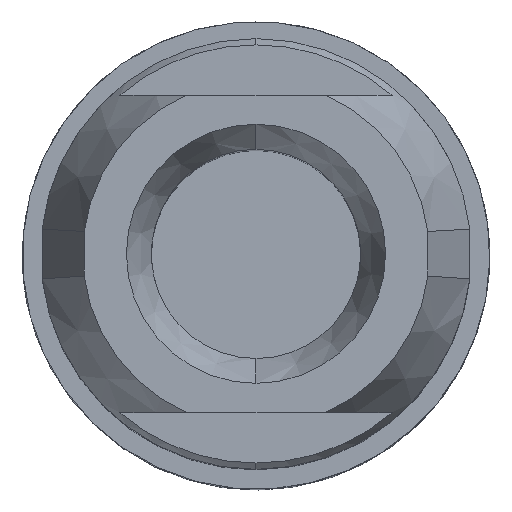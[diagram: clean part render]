
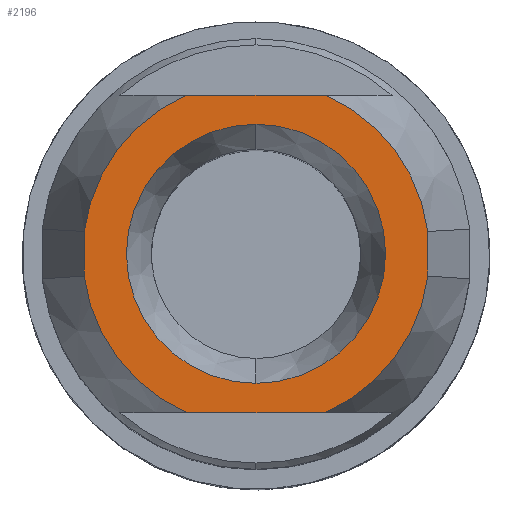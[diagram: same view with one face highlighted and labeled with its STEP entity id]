
A CAD part, top view. The second image highlights one B-rep face of the part: STEP entity #2196.
In plain terms, the highlighted planar face has unit normal (0, 0, 1).
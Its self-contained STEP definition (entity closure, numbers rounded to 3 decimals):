
#1970=AXIS2_PLACEMENT_3D('Circle Axis2P3D',#1968,#1969,$) ;
#2021=AXIS2_PLACEMENT_3D('Circle Axis2P3D',#2019,#2020,$) ;
#2082=AXIS2_PLACEMENT_3D('Circle Axis2P3D',#2080,#2081,$) ;
#2133=AXIS2_PLACEMENT_3D('Circle Axis2P3D',#2131,#2132,$) ;
#2148=AXIS2_PLACEMENT_3D('Plane Axis2P3D',#2145,#2146,#2147) ;
#2172=AXIS2_PLACEMENT_3D('Circle Axis2P3D',#2170,#2171,$) ;
#2181=AXIS2_PLACEMENT_3D('Circle Axis2P3D',#2179,#2180,$) ;
#2188=AXIS2_PLACEMENT_3D('Circle Axis2P3D',#2186,#2187,$) ;
#1924=CARTESIAN_POINT('Line Origine',(16.481,9.5,59.)) ;
#1928=CARTESIAN_POINT('Vertex',(16.481,8.594,59.)) ;
#1930=CARTESIAN_POINT('Vertex',(16.481,10.406,59.)) ;
#1968=CARTESIAN_POINT('Axis2P3D Location',(9.5,9.5,59.)) ;
#1972=CARTESIAN_POINT('Vertex',(12.32,3.05,59.)) ;
#2016=CARTESIAN_POINT('Vertex',(6.68,3.05,59.)) ;
#2019=CARTESIAN_POINT('Axis2P3D Location',(9.5,9.5,59.)) ;
#2023=CARTESIAN_POINT('Vertex',(2.519,8.594,59.)) ;
#2046=CARTESIAN_POINT('Line Origine',(2.519,9.5,59.)) ;
#2050=CARTESIAN_POINT('Vertex',(2.519,10.406,59.)) ;
#2080=CARTESIAN_POINT('Axis2P3D Location',(9.5,9.5,59.)) ;
#2084=CARTESIAN_POINT('Vertex',(6.68,15.95,59.)) ;
#2128=CARTESIAN_POINT('Vertex',(12.32,15.95,59.)) ;
#2131=CARTESIAN_POINT('Axis2P3D Location',(9.5,9.5,59.)) ;
#2145=CARTESIAN_POINT('Axis2P3D Location',(3.348,9.5,59.)) ;
#2150=CARTESIAN_POINT('Line Origine',(9.5,3.05,59.)) ;
#2155=CARTESIAN_POINT('Line Origine',(9.5,15.95,59.)) ;
#2170=CARTESIAN_POINT('Axis2P3D Location',(9.5,9.5,59.)) ;
#2174=CARTESIAN_POINT('Vertex',(4.236,9.5,59.)) ;
#2176=CARTESIAN_POINT('Vertex',(9.5,4.236,59.)) ;
#2179=CARTESIAN_POINT('Axis2P3D Location',(9.5,9.5,59.)) ;
#2183=CARTESIAN_POINT('Vertex',(9.5,14.764,59.)) ;
#2186=CARTESIAN_POINT('Axis2P3D Location',(9.5,9.5,59.)) ;
#1925=DIRECTION('Vector Direction',(0.,1.,0.)) ;
#1969=DIRECTION('Axis2P3D Direction',(0.,0.,-1.)) ;
#2020=DIRECTION('Axis2P3D Direction',(0.,0.,-1.)) ;
#2047=DIRECTION('Vector Direction',(0.,-1.,0.)) ;
#2081=DIRECTION('Axis2P3D Direction',(0.,0.,-1.)) ;
#2132=DIRECTION('Axis2P3D Direction',(0.,0.,-1.)) ;
#2146=DIRECTION('Axis2P3D Direction',(0.,0.,1.)) ;
#2147=DIRECTION('Axis2P3D XDirection',(0.,1.,0.)) ;
#2151=DIRECTION('Vector Direction',(1.,0.,0.)) ;
#2156=DIRECTION('Vector Direction',(1.,0.,0.)) ;
#2171=DIRECTION('Axis2P3D Direction',(0.,0.,1.)) ;
#2180=DIRECTION('Axis2P3D Direction',(0.,0.,1.)) ;
#2187=DIRECTION('Axis2P3D Direction',(0.,0.,1.)) ;
#1926=VECTOR('Line Direction',#1925,1.) ;
#2048=VECTOR('Line Direction',#2047,1.) ;
#2152=VECTOR('Line Direction',#2151,1.) ;
#2157=VECTOR('Line Direction',#2156,1.) ;
#2161=ORIENTED_EDGE('',*,*,#2052,.T.) ;
#2162=ORIENTED_EDGE('',*,*,#2025,.F.) ;
#2163=ORIENTED_EDGE('',*,*,#2154,.T.) ;
#2164=ORIENTED_EDGE('',*,*,#1974,.F.) ;
#2165=ORIENTED_EDGE('',*,*,#1932,.T.) ;
#2166=ORIENTED_EDGE('',*,*,#2135,.F.) ;
#2167=ORIENTED_EDGE('',*,*,#2159,.F.) ;
#2168=ORIENTED_EDGE('',*,*,#2086,.F.) ;
#2192=ORIENTED_EDGE('',*,*,#2178,.F.) ;
#2193=ORIENTED_EDGE('',*,*,#2185,.F.) ;
#2194=ORIENTED_EDGE('',*,*,#2190,.F.) ;
#2195=FACE_BOUND('',#2191,.T.) ;
#2196=ADVANCED_FACE('Volumenk\X2\00F6\X0\rper2',(#2169,#2195),#2149,.T.) ;
#1971=CIRCLE('generated circle',#1970,7.039) ;
#2022=CIRCLE('generated circle',#2021,7.039) ;
#2083=CIRCLE('generated circle',#2082,7.039) ;
#2134=CIRCLE('generated circle',#2133,7.039) ;
#2173=CIRCLE('generated circle',#2172,5.264) ;
#2182=CIRCLE('generated circle',#2181,5.264) ;
#2189=CIRCLE('generated circle',#2188,5.264) ;
#1932=EDGE_CURVE('',#1929,#1931,#1927,.T.) ;
#1974=EDGE_CURVE('',#1929,#1973,#1971,.T.) ;
#2025=EDGE_CURVE('',#2017,#2024,#2022,.T.) ;
#2052=EDGE_CURVE('',#2051,#2024,#2049,.T.) ;
#2086=EDGE_CURVE('',#2051,#2085,#2083,.T.) ;
#2135=EDGE_CURVE('',#2129,#1931,#2134,.T.) ;
#2154=EDGE_CURVE('',#2017,#1973,#2153,.T.) ;
#2159=EDGE_CURVE('',#2085,#2129,#2158,.T.) ;
#2178=EDGE_CURVE('',#2175,#2177,#2173,.T.) ;
#2185=EDGE_CURVE('',#2184,#2175,#2182,.T.) ;
#2190=EDGE_CURVE('',#2177,#2184,#2189,.T.) ;
#2160=EDGE_LOOP('',(#2161,#2162,#2163,#2164,#2165,#2166,#2167,#2168)) ;
#2191=EDGE_LOOP('',(#2192,#2193,#2194)) ;
#2169=FACE_OUTER_BOUND('',#2160,.T.) ;
#1927=LINE('Line',#1924,#1926) ;
#2049=LINE('Line',#2046,#2048) ;
#2153=LINE('Line',#2150,#2152) ;
#2158=LINE('Line',#2155,#2157) ;
#2149=PLANE('',#2148) ;
#1929=VERTEX_POINT('',#1928) ;
#1931=VERTEX_POINT('',#1930) ;
#1973=VERTEX_POINT('',#1972) ;
#2017=VERTEX_POINT('',#2016) ;
#2024=VERTEX_POINT('',#2023) ;
#2051=VERTEX_POINT('',#2050) ;
#2085=VERTEX_POINT('',#2084) ;
#2129=VERTEX_POINT('',#2128) ;
#2175=VERTEX_POINT('',#2174) ;
#2177=VERTEX_POINT('',#2176) ;
#2184=VERTEX_POINT('',#2183) ;
